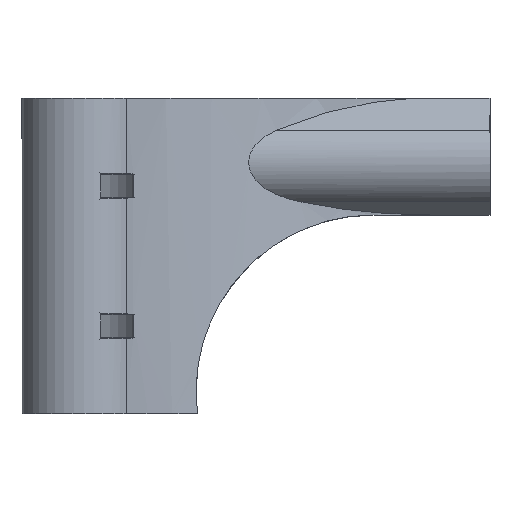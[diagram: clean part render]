
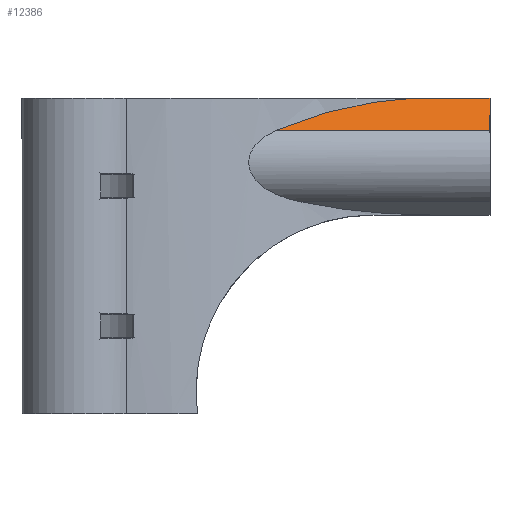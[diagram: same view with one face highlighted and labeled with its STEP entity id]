
A CAD part, left-side view. The second image highlights one B-rep face of the part: STEP entity #12386.
In plain terms, the highlighted planar face has unit normal (-0.707, 0, 0.707).
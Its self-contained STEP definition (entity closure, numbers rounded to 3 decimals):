
#901 = PLANE('',#902);
#902 = AXIS2_PLACEMENT_3D('',#903,#904,#905);
#903 = CARTESIAN_POINT('',(0.,70.,54.));
#904 = DIRECTION('',(0.,0.,1.));
#905 = DIRECTION('',(1.,0.,0.));
#2039 = VERTEX_POINT('',#2040);
#2040 = CARTESIAN_POINT('',(-28.,10.,54.));
#2055 = CYLINDRICAL_SURFACE('',#2056,66.569);
#2056 = AXIS2_PLACEMENT_3D('',#2057,#2058,#2059);
#2057 = CARTESIAN_POINT('',(-94.569,10.,0.));
#2058 = DIRECTION('',(0.,0.,-1.));
#2059 = DIRECTION('',(1.,0.,0.));
#2067 = EDGE_CURVE('',#2068,#2039,#2070,.T.);
#2068 = VERTEX_POINT('',#2069);
#2069 = CARTESIAN_POINT('',(-28.,0.,54.));
#2070 = SURFACE_CURVE('',#2071,(#2075,#2082),.PCURVE_S1.);
#2071 = LINE('',#2072,#2073);
#2072 = CARTESIAN_POINT('',(-28.,0.,54.));
#2073 = VECTOR('',#2074,1.);
#2074 = DIRECTION('',(0.,1.,0.));
#2075 = PCURVE('',#901,#2076);
#2076 = DEFINITIONAL_REPRESENTATION('',(#2077),#2081);
#2077 = LINE('',#2078,#2079);
#2078 = CARTESIAN_POINT('',(-28.,-70.));
#2079 = VECTOR('',#2080,1.);
#2080 = DIRECTION('',(0.,1.));
#2081 = ( GEOMETRIC_REPRESENTATION_CONTEXT(2) 
PARAMETRIC_REPRESENTATION_CONTEXT() REPRESENTATION_CONTEXT('2D SPACE',''
  ) );
#2082 = PCURVE('',#2083,#2088);
#2083 = PLANE('',#2084);
#2084 = AXIS2_PLACEMENT_3D('',#2085,#2086,#2087);
#2085 = CARTESIAN_POINT('',(-33.5,0.,
    48.5));
#2086 = DIRECTION('',(0.707,0.,-0.707));
#2087 = DIRECTION('',(0.707,0.,0.707)
  );
#2088 = DEFINITIONAL_REPRESENTATION('',(#2089),#2093);
#2089 = LINE('',#2090,#2091);
#2090 = CARTESIAN_POINT('',(7.778,0.));
#2091 = VECTOR('',#2092,1.);
#2092 = DIRECTION('',(0.,-1.));
#2093 = ( GEOMETRIC_REPRESENTATION_CONTEXT(2) 
PARAMETRIC_REPRESENTATION_CONTEXT() REPRESENTATION_CONTEXT('2D SPACE',''
  ) );
#10157 = CYLINDRICAL_SURFACE('',#10158,7.778);
#10158 = AXIS2_PLACEMENT_3D('',#10159,#10160,#10161);
#10159 = CARTESIAN_POINT('',(-28.,0.,43.));
#10160 = DIRECTION('',(0.,-1.,0.));
#10161 = DIRECTION('',(1.,0.,0.));
#10717 = VERTEX_POINT('',#10718);
#10718 = CARTESIAN_POINT('',(-33.5,36.495,
    48.5));
#11132 = EDGE_CURVE('',#10717,#2039,#11133,.T.);
#11133 = SURFACE_CURVE('',#11134,(#11139,#11152),.PCURVE_S1.);
#11134 = ELLIPSE('',#11135,94.143,66.569);
#11135 = AXIS2_PLACEMENT_3D('',#11136,#11137,#11138);
#11136 = CARTESIAN_POINT('',(-94.569,10.,-12.569));
#11137 = DIRECTION('',(0.707,0.,-0.707));
#11138 = DIRECTION('',(-0.707,0.,-0.707));
#11139 = PCURVE('',#2055,#11140);
#11140 = DEFINITIONAL_REPRESENTATION('',(#11141),#11151);
#11141 = B_SPLINE_CURVE_WITH_KNOTS('',8,(#11142,#11143,#11144,#11145,
    #11146,#11147,#11148,#11149,#11150),.UNSPECIFIED.,.F.,.F.,(9,9),(
    2.712,3.142),.PIECEWISE_BEZIER_KNOTS.);
#11142 = CARTESIAN_POINT('',(-0.43,-47.95));
#11143 = CARTESIAN_POINT('',(-0.376,-49.439));
#11144 = CARTESIAN_POINT('',(-0.322,-50.729));
#11145 = CARTESIAN_POINT('',(-0.269,-51.812));
#11146 = CARTESIAN_POINT('',(-0.215,-52.685));
#11147 = CARTESIAN_POINT('',(-0.161,-53.342));
#11148 = CARTESIAN_POINT('',(-0.107,-53.781));
#11149 = CARTESIAN_POINT('',(-0.054,-54.));
#11150 = CARTESIAN_POINT('',(0.,-54.));
#11151 = ( GEOMETRIC_REPRESENTATION_CONTEXT(2) 
PARAMETRIC_REPRESENTATION_CONTEXT() REPRESENTATION_CONTEXT('2D SPACE',''
  ) );
#11152 = PCURVE('',#2083,#11153);
#11153 = DEFINITIONAL_REPRESENTATION('',(#11154),#11158);
#11154 = ELLIPSE('',#11155,94.143,66.569);
#11155 = AXIS2_PLACEMENT_2D('',#11156,#11157);
#11156 = CARTESIAN_POINT('',(-86.365,-10.));
#11157 = DIRECTION('',(-1.,0.));
#11158 = ( GEOMETRIC_REPRESENTATION_CONTEXT(2) 
PARAMETRIC_REPRESENTATION_CONTEXT() REPRESENTATION_CONTEXT('2D SPACE',''
  ) );
#12306 = PLANE('',#12307);
#12307 = AXIS2_PLACEMENT_3D('',#12308,#12309,#12310);
#12308 = CARTESIAN_POINT('',(-33.5,0.,
    48.5));
#12309 = DIRECTION('',(0.,-1.,0.));
#12310 = DIRECTION('',(0.,0.,-1.));
#12386 = ADVANCED_FACE('',(#12387),#2083,.F.);
#12387 = FACE_BOUND('',#12388,.F.);
#12388 = EDGE_LOOP('',(#12389,#12412,#12433,#12434));
#12389 = ORIENTED_EDGE('',*,*,#12390,.F.);
#12390 = EDGE_CURVE('',#12391,#2068,#12393,.T.);
#12391 = VERTEX_POINT('',#12392);
#12392 = CARTESIAN_POINT('',(-33.5,0.,
    48.5));
#12393 = SURFACE_CURVE('',#12394,(#12398,#12405),.PCURVE_S1.);
#12394 = LINE('',#12395,#12396);
#12395 = CARTESIAN_POINT('',(-33.5,0.,
    48.5));
#12396 = VECTOR('',#12397,1.);
#12397 = DIRECTION('',(0.707,0.,0.707
    ));
#12398 = PCURVE('',#2083,#12399);
#12399 = DEFINITIONAL_REPRESENTATION('',(#12400),#12404);
#12400 = LINE('',#12401,#12402);
#12401 = CARTESIAN_POINT('',(0.,0.));
#12402 = VECTOR('',#12403,1.);
#12403 = DIRECTION('',(1.,0.));
#12404 = ( GEOMETRIC_REPRESENTATION_CONTEXT(2) 
PARAMETRIC_REPRESENTATION_CONTEXT() REPRESENTATION_CONTEXT('2D SPACE',''
  ) );
#12405 = PCURVE('',#12306,#12406);
#12406 = DEFINITIONAL_REPRESENTATION('',(#12407),#12411);
#12407 = LINE('',#12408,#12409);
#12408 = CARTESIAN_POINT('',(0.,0.));
#12409 = VECTOR('',#12410,1.);
#12410 = DIRECTION('',(-0.707,0.707));
#12411 = ( GEOMETRIC_REPRESENTATION_CONTEXT(2) 
PARAMETRIC_REPRESENTATION_CONTEXT() REPRESENTATION_CONTEXT('2D SPACE',''
  ) );
#12412 = ORIENTED_EDGE('',*,*,#12413,.T.);
#12413 = EDGE_CURVE('',#12391,#10717,#12414,.T.);
#12414 = SURFACE_CURVE('',#12415,(#12419,#12426),.PCURVE_S1.);
#12415 = LINE('',#12416,#12417);
#12416 = CARTESIAN_POINT('',(-33.5,0.,
    48.5));
#12417 = VECTOR('',#12418,1.);
#12418 = DIRECTION('',(0.,1.,0.));
#12419 = PCURVE('',#2083,#12420);
#12420 = DEFINITIONAL_REPRESENTATION('',(#12421),#12425);
#12421 = LINE('',#12422,#12423);
#12422 = CARTESIAN_POINT('',(0.,0.));
#12423 = VECTOR('',#12424,1.);
#12424 = DIRECTION('',(0.,-1.));
#12425 = ( GEOMETRIC_REPRESENTATION_CONTEXT(2) 
PARAMETRIC_REPRESENTATION_CONTEXT() REPRESENTATION_CONTEXT('2D SPACE',''
  ) );
#12426 = PCURVE('',#10157,#12427);
#12427 = DEFINITIONAL_REPRESENTATION('',(#12428),#12432);
#12428 = LINE('',#12429,#12430);
#12429 = CARTESIAN_POINT('',(2.356,0.));
#12430 = VECTOR('',#12431,1.);
#12431 = DIRECTION('',(0.,-1.));
#12432 = ( GEOMETRIC_REPRESENTATION_CONTEXT(2) 
PARAMETRIC_REPRESENTATION_CONTEXT() REPRESENTATION_CONTEXT('2D SPACE',''
  ) );
#12433 = ORIENTED_EDGE('',*,*,#11132,.T.);
#12434 = ORIENTED_EDGE('',*,*,#2067,.F.);
